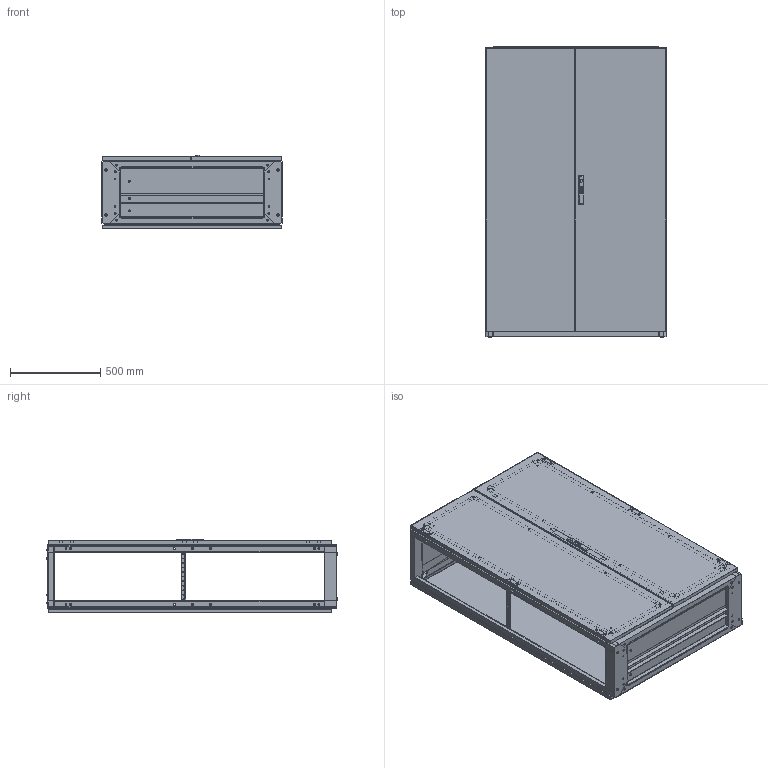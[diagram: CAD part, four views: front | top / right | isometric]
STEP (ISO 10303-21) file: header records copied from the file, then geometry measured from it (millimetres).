
FILE_DESCRIPTION (( 'STEP AP214' ), '1' );
FILE_NAME ('0375-1116-40-00.STEP', '2015-05-05T06:34:46', ( '' ), ( '' ), 'SwSTEP 2.0', 'SolidWorks 2014', '' );
FILE_SCHEMA (( 'AUTOMOTIVE_DESIGN' ));
Length unit declared in the file: millimetre
Products named in the file (14): Bodenplatte mitte 0395 (Modell) B 1000 T 400; Bodenplatte hinten 0395 (Modell) B 1000; Rueckwand 0395 (Modell) B 1000 H 1600; Dachplatte 0395 (Modell) B 1000 T 400; Schrankgrundgestell 0395 (Modell) B 1000 H 1600 T 400; Strebe rechts vorne-hinten 0395 (Modell) H 1600; Strebe links vorne-hinten 0395 (Modell) H 1600; Dach 0395 (Modell) B 1000 T 400; Bodenblech 0395 (Modell) B 1000 T 400; 0375-1116-40-00; Tuere LP 0395 (Modell) B 1000 H 1600; Tuere GG 0395 (Modell) B 1000 H 1600; Tiefenstrebe 0396 (Modell) T 400; Bodenplatte vorne 0395 (Modell) B 1000 T 400
Assembly tree (16 placements, depth 3):
  0375-1116-40-00
    Schrankgrundgestell 0395 (Modell) B 1000 H 1600 T 400
      Bodenblech 0395 (Modell) B 1000 T 400
      Dach 0395 (Modell) B 1000 T 400
      Strebe links vorne-hinten 0395 (Modell) H 1600  x2
      Strebe rechts vorne-hinten 0395 (Modell) H 1600  x2
    Dachplatte 0395 (Modell) B 1000 T 400
    Rueckwand 0395 (Modell) B 1000 H 1600
    Bodenplatte hinten 0395 (Modell) B 1000
    Bodenplatte mitte 0395 (Modell) B 1000 T 400
    Bodenplatte vorne 0395 (Modell) B 1000 T 400
    Tiefenstrebe 0396 (Modell) T 400  x2
    Tuere GG 0395 (Modell) B 1000 H 1600
    Tuere LP 0395 (Modell) B 1000 H 1600
Bounding box: 1000 x 1607.6 x 408.5 mm (x, y, z)
Volume: 12463156.4 mm3; surface area: 13021771.6 mm2
Topology: 23 solids, 25 shells, 3467 faces, 9225 edges, 6094 vertices
Faces by surface type: plane 1754, cylinder 1593, cone 120
Entity records: 129495 total; most frequent: DIRECTION 18137, CARTESIAN_POINT 18075, ORIENTED_EDGE 17188, EDGE_CURVE 8594, AXIS2_PLACEMENT_3D 6430, VERTEX_POINT 5676, LINE 5277, VECTOR 5277
